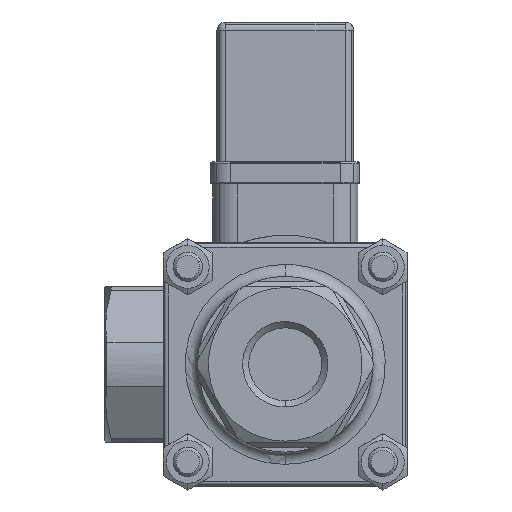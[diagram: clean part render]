
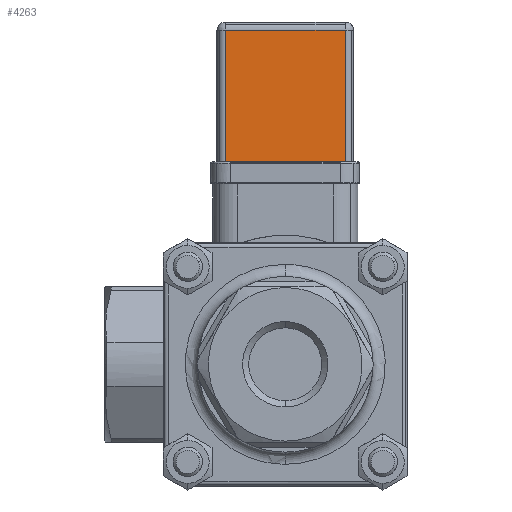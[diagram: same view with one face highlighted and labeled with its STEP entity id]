
A CAD part, left-side view. The second image highlights one B-rep face of the part: STEP entity #4263.
In plain terms, the highlighted planar face has unit normal (-1, 0, 0).
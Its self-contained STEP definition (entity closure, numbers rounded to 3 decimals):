
#4224=CARTESIAN_POINT('',(-14.,14.,70.2));
#4225=DIRECTION('',(-1.,-0.,-0.));
#4226=DIRECTION('',(-0.,0.,1.));
#4227=AXIS2_PLACEMENT_3D('',#4224,#4225,#4226);
#4228=PLANE('',#4227);
#4229=CARTESIAN_POINT('',(-14.,12.3,41.5));
#4230=VERTEX_POINT('',#4229);
#4231=CARTESIAN_POINT('',(-14.,-12.3,41.5));
#4232=VERTEX_POINT('',#4231);
#4233=CARTESIAN_POINT('',(-14.,12.3,41.5));
#4234=DIRECTION('',(0.,-1.,0.));
#4235=VECTOR('',#4234,24.6);
#4236=LINE('',#4233,#4235);
#4237=EDGE_CURVE('',#4230,#4232,#4236,.T.);
#4238=ORIENTED_EDGE('',*,*,#4237,.T.);
#4239=CARTESIAN_POINT('',(-14.,-12.3,68.5));
#4240=VERTEX_POINT('',#4239);
#4241=CARTESIAN_POINT('',(-14.,-12.3,68.5));
#4242=DIRECTION('',(0.,-0.,-1.));
#4243=VECTOR('',#4242,27.);
#4244=LINE('',#4241,#4243);
#4245=EDGE_CURVE('',#4240,#4232,#4244,.T.);
#4246=ORIENTED_EDGE('',*,*,#4245,.F.);
#4247=CARTESIAN_POINT('',(-14.,12.3,68.5));
#4248=VERTEX_POINT('',#4247);
#4249=CARTESIAN_POINT('',(-14.,12.3,68.5));
#4250=DIRECTION('',(0.,-1.,0.));
#4251=VECTOR('',#4250,24.6);
#4252=LINE('',#4249,#4251);
#4253=EDGE_CURVE('',#4248,#4240,#4252,.T.);
#4254=ORIENTED_EDGE('',*,*,#4253,.F.);
#4255=CARTESIAN_POINT('',(-14.,12.3,41.5));
#4256=DIRECTION('',(-0.,0.,1.));
#4257=VECTOR('',#4256,27.);
#4258=LINE('',#4255,#4257);
#4259=EDGE_CURVE('',#4230,#4248,#4258,.T.);
#4260=ORIENTED_EDGE('',*,*,#4259,.F.);
#4261=EDGE_LOOP('',(#4238,#4246,#4254,#4260));
#4262=FACE_BOUND('',#4261,.T.);
#4263=ADVANCED_FACE('',(#4262),#4228,.T.);
